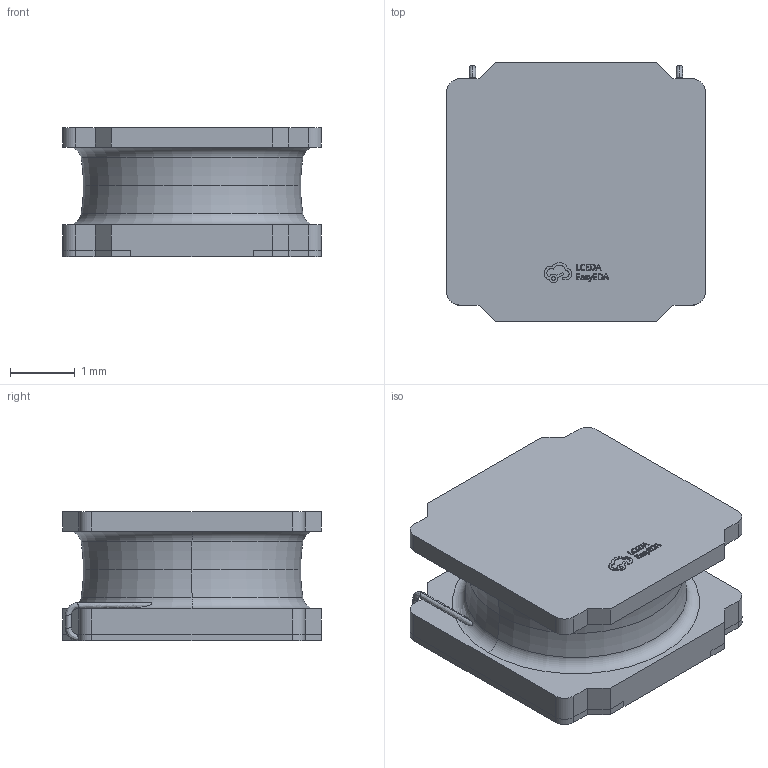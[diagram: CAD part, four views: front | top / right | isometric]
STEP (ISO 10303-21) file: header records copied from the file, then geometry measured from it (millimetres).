
FILE_DESCRIPTION (( 'STEP AP214' ), '1' );
FILE_NAME ('IND-SMD_L4.0-W4.0_YHNR4020.STEP', '2024-12-01T12:25:16', ( '' ), ( '' ), 'SwSTEP 2.0', 'SolidWorks 2020', '' );
FILE_SCHEMA (( 'AUTOMOTIVE_DESIGN' ));
Length unit declared in the file: millimetre
Products named in the file (1): IND-SMD_L4.0-W4.0_YHNR4020
Bounding box: 4 x 4 x 2.01 mm (x, y, z)
Volume: 23.4 mm3; surface area: 84.1 mm2
Topology: 3 solids, 3 shells, 318 faces, 845 edges, 556 vertices
Faces by surface type: plane 180, bspline 118, cylinder 12, torus 8
Entity records: 14141 total; most frequent: CARTESIAN_POINT 3490, ORIENTED_EDGE 1690, DIRECTION 1085, EDGE_CURVE 845, VECTOR 559, LINE 559, VERTEX_POINT 556, EDGE_LOOP 341
